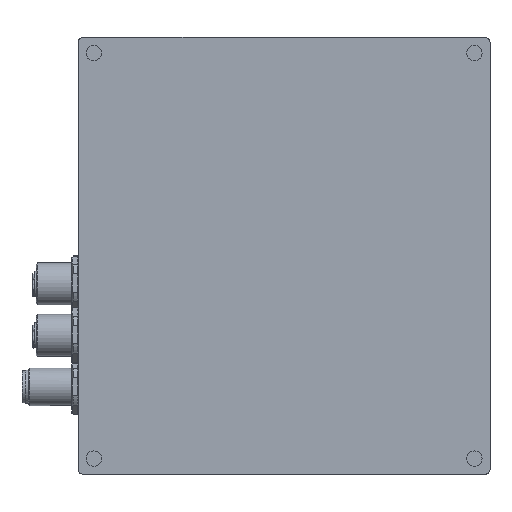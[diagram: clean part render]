
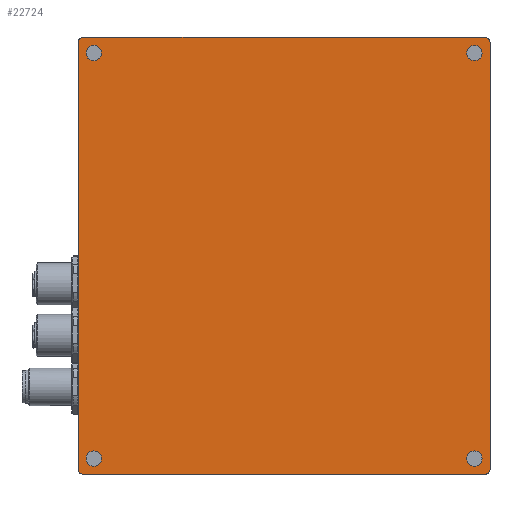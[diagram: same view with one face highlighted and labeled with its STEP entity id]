
A CAD part, front view. The second image highlights one B-rep face of the part: STEP entity #22724.
In plain terms, the highlighted planar face has unit normal (0, -1, 0).
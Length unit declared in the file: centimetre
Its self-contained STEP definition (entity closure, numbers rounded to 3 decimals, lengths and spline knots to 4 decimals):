
#3423=PLANE('',#24123);
#3783=VECTOR('',#25235,1.);
#3793=VECTOR('',#25281,1.);
#3796=VECTOR('',#25297,1.);
#3866=VECTOR('',#25671,1.);
#5224=LINE('',#28860,#3783);
#5234=LINE('',#28912,#3793);
#5237=LINE('',#28928,#3796);
#5307=LINE('',#29349,#3866);
#6663=VERTEX_POINT('',#28845);
#6664=VERTEX_POINT('',#28847);
#6669=VERTEX_POINT('',#28859);
#6687=VERTEX_POINT('',#28899);
#6692=VERTEX_POINT('',#28911);
#6693=VERTEX_POINT('',#28915);
#6694=VERTEX_POINT('',#28917);
#6699=VERTEX_POINT('',#28929);
#6709=VERTEX_POINT('',#29029);
#6711=VERTEX_POINT('',#29035);
#6713=VERTEX_POINT('',#29041);
#6715=VERTEX_POINT('',#29047);
#8962=CIRCLE('',#23923,0.15);
#8977=CIRCLE('',#23941,0.15);
#8982=CIRCLE('',#23948,0.15);
#8987=CIRCLE('',#23955,0.15);
#8995=CIRCLE('',#23974,0.2459);
#8997=CIRCLE('',#23978,0.2459);
#8999=CIRCLE('',#23982,0.2459);
#9001=CIRCLE('',#23986,0.2459);
#9481=EDGE_CURVE('',#6663,#6664,#8962,.T.);
#9488=EDGE_CURVE('',#6669,#6663,#5224,.T.);
#9508=EDGE_CURVE('',#6687,#6669,#8977,.T.);
#9514=EDGE_CURVE('',#6692,#6687,#5234,.T.);
#9516=EDGE_CURVE('',#6693,#6694,#8982,.T.);
#9522=EDGE_CURVE('',#6694,#6699,#5237,.T.);
#9524=EDGE_CURVE('',#6699,#6692,#8987,.T.);
#9534=EDGE_CURVE('',#6709,#6709,#8995,.T.);
#9536=EDGE_CURVE('',#6711,#6711,#8997,.T.);
#9538=EDGE_CURVE('',#6713,#6713,#8999,.T.);
#9540=EDGE_CURVE('',#6715,#6715,#9001,.T.);
#9672=EDGE_CURVE('',#6664,#6693,#5307,.T.);
#13224=ORIENTED_EDGE('',*,*,#9481,.F.);
#13225=ORIENTED_EDGE('',*,*,#9488,.F.);
#13226=ORIENTED_EDGE('',*,*,#9508,.F.);
#13227=ORIENTED_EDGE('',*,*,#9514,.F.);
#13228=ORIENTED_EDGE('',*,*,#9524,.F.);
#13229=ORIENTED_EDGE('',*,*,#9522,.F.);
#13230=ORIENTED_EDGE('',*,*,#9516,.F.);
#13231=ORIENTED_EDGE('',*,*,#9672,.F.);
#13232=ORIENTED_EDGE('',*,*,#9534,.T.);
#13233=ORIENTED_EDGE('',*,*,#9536,.T.);
#13234=ORIENTED_EDGE('',*,*,#9538,.T.);
#13235=ORIENTED_EDGE('',*,*,#9540,.T.);
#19761=EDGE_LOOP('',(#13224,#13225,#13226,#13227,#13228,#13229,#13230,#13231));
#19762=EDGE_LOOP('',(#13232));
#19763=EDGE_LOOP('',(#13233));
#19764=EDGE_LOOP('',(#13234));
#19765=EDGE_LOOP('',(#13235));
#21282=FACE_BOUND('',#19761,.T.);
#21283=FACE_BOUND('',#19762,.T.);
#21284=FACE_BOUND('',#19763,.T.);
#21285=FACE_BOUND('',#19764,.T.);
#21286=FACE_BOUND('',#19765,.T.);
#22724=ADVANCED_FACE('',(#21282,#21283,#21284,#21285,#21286),#3423,.F.);
#23923=AXIS2_PLACEMENT_3D('',#28846,#25223,#25224);
#23941=AXIS2_PLACEMENT_3D('',#28900,#25269,#25270);
#23948=AXIS2_PLACEMENT_3D('',#28916,#25285,#25286);
#23955=AXIS2_PLACEMENT_3D('',#28932,#25301,#25302);
#23974=AXIS2_PLACEMENT_3D('',#29028,#25335,#25336);
#23978=AXIS2_PLACEMENT_3D('',#29034,#25342,#25343);
#23982=AXIS2_PLACEMENT_3D('',#29040,#25349,#25350);
#23986=AXIS2_PLACEMENT_3D('',#29046,#25356,#25357);
#24123=AXIS2_PLACEMENT_3D('',#29350,#25672,$);
#25223=DIRECTION('',(0.,1.,0.));
#25224=DIRECTION('',(-0.106,0.,0.106));
#25235=DIRECTION('',(0.,0.,1.));
#25269=DIRECTION('',(0.,1.,0.));
#25270=DIRECTION('',(-0.106,0.,-0.106));
#25281=DIRECTION('',(-1.,0.,0.));
#25285=DIRECTION('',(0.,1.,0.));
#25286=DIRECTION('',(0.106,0.,0.106));
#25297=DIRECTION('',(0.,0.,-1.));
#25301=DIRECTION('',(0.,1.,0.));
#25302=DIRECTION('',(0.106,0.,-0.106));
#25335=DIRECTION('',(0.,1.,0.));
#25336=DIRECTION('',(0.,0.,0.246));
#25342=DIRECTION('',(0.,1.,0.));
#25343=DIRECTION('',(0.,0.,0.246));
#25349=DIRECTION('',(0.,1.,0.));
#25350=DIRECTION('',(0.,0.,0.246));
#25356=DIRECTION('',(0.,1.,0.));
#25357=DIRECTION('',(0.,0.,0.246));
#25671=DIRECTION('',(1.,0.,0.));
#25672=DIRECTION('',(0.,1.,0.));
#28845=CARTESIAN_POINT('',(-6.6,0.,6.85));
#28846=CARTESIAN_POINT('',(-6.45,0.,6.85));
#28847=CARTESIAN_POINT('',(-6.45,0.,7.));
#28859=CARTESIAN_POINT('',(-6.6,0.,-6.85));
#28860=CARTESIAN_POINT('',(-6.6,0.,-7.));
#28899=CARTESIAN_POINT('',(-6.45,0.,-7.));
#28900=CARTESIAN_POINT('',(-6.45,0.,-6.85));
#28911=CARTESIAN_POINT('',(6.45,0.,-7.));
#28912=CARTESIAN_POINT('',(6.6,0.,-7.));
#28915=CARTESIAN_POINT('',(6.45,0.,7.));
#28916=CARTESIAN_POINT('',(6.45,0.,6.85));
#28917=CARTESIAN_POINT('',(6.6,0.,6.85));
#28928=CARTESIAN_POINT('',(6.6,0.,7.));
#28929=CARTESIAN_POINT('',(6.6,0.,-6.85));
#28932=CARTESIAN_POINT('',(6.45,0.,-6.85));
#29028=CARTESIAN_POINT('',(-6.1,0.,-6.5));
#29029=CARTESIAN_POINT('',(-6.1,0.,-6.2542));
#29034=CARTESIAN_POINT('',(6.1,0.,6.5));
#29035=CARTESIAN_POINT('',(6.1,0.,6.7459));
#29040=CARTESIAN_POINT('',(6.1,0.,-6.5));
#29041=CARTESIAN_POINT('',(6.1,0.,-6.2542));
#29046=CARTESIAN_POINT('',(-6.1,0.,6.5));
#29047=CARTESIAN_POINT('',(-6.1,0.,6.7459));
#29349=CARTESIAN_POINT('',(-6.6,0.,7.));
#29350=CARTESIAN_POINT('',(0.,0.,0.));
